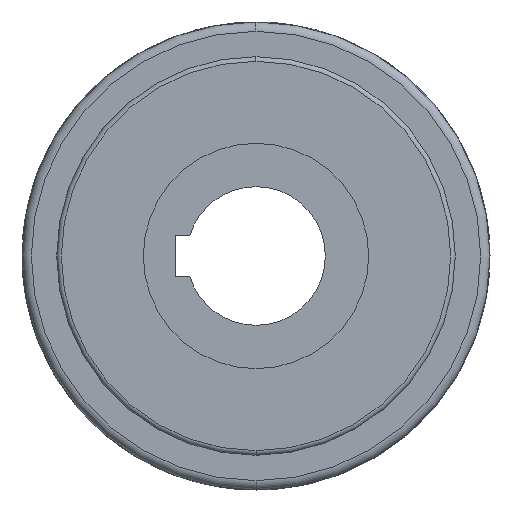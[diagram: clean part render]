
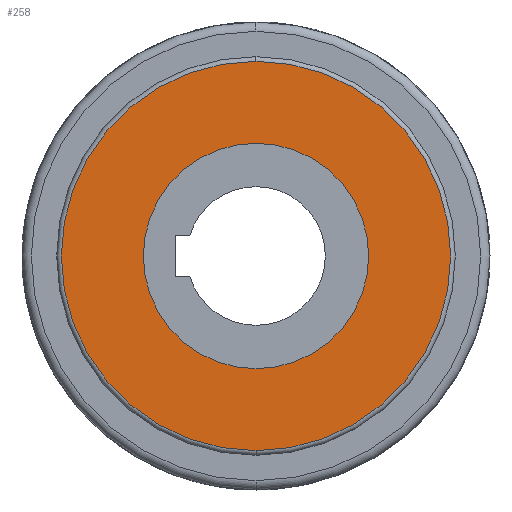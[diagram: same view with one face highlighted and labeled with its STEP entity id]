
A CAD part, left-side view. The second image highlights one B-rep face of the part: STEP entity #258.
In plain terms, the highlighted planar face has unit normal (-1, 0, 0).
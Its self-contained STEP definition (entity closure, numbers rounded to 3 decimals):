
#258=ADVANCED_FACE('',(#720,#721),#722,.T.);
#720=FACE_BOUND('',#1188,.T.);
#721=FACE_OUTER_BOUND('',#1189,.T.);
#722=PLANE('',#1190);
#1188=EDGE_LOOP('',(#2935,#2936));
#1189=EDGE_LOOP('',(#2937,#2938,#2939));
#1190=AXIS2_PLACEMENT_3D('',#2940,#2941,#2942);
#2935=ORIENTED_EDGE('',*,*,#3516,.T.);
#2936=ORIENTED_EDGE('',*,*,#3032,.T.);
#2937=ORIENTED_EDGE('',*,*,#2988,.F.);
#2938=ORIENTED_EDGE('',*,*,#2987,.F.);
#2939=ORIENTED_EDGE('',*,*,#3533,.F.);
#2940=CARTESIAN_POINT('',(0.0,28.075,0.0));
#2941=DIRECTION('',(-1.0,-0.0,0.0));
#2942=DIRECTION('',(0.0,-1.0,-0.0));
#2987=EDGE_CURVE('',#3559,#3562,#3563,.T.);
#2988=EDGE_CURVE('',#3562,#3564,#3565,.T.);
#3032=EDGE_CURVE('',#3644,#3648,#3650,.T.);
#3516=EDGE_CURVE('',#3648,#3644,#4453,.T.);
#3533=EDGE_CURVE('',#3564,#3559,#4474,.T.);
#3559=VERTEX_POINT('',#4502);
#3562=VERTEX_POINT('',#4505);
#3563=CIRCLE('',#4506,56.15);
#3564=VERTEX_POINT('',#4507);
#3565=CIRCLE('',#4508,56.15);
#3644=VERTEX_POINT('',#4738);
#3648=VERTEX_POINT('',#4743);
#3650=CIRCLE('',#4746,32.5);
#4453=CIRCLE('',#6349,32.5);
#4474=CIRCLE('',#6383,56.15);
#4502=CARTESIAN_POINT('',(0.0,0.,-56.15));
#4505=CARTESIAN_POINT('',(0.0,56.15,0.0));
#4506=AXIS2_PLACEMENT_3D('',#6419,#6420,#6421);
#4507=CARTESIAN_POINT('',(0.0,0.,56.15));
#4508=AXIS2_PLACEMENT_3D('',#6422,#6423,#6424);
#4738=CARTESIAN_POINT('',(0.0,0.,-32.5));
#4743=CARTESIAN_POINT('',(0.0,0.,32.5));
#4746=AXIS2_PLACEMENT_3D('',#6506,#6507,#6508);
#6349=AXIS2_PLACEMENT_3D('',#7375,#7376,#7377);
#6383=AXIS2_PLACEMENT_3D('',#7400,#7401,#7402);
#6419=CARTESIAN_POINT('',(0.0,0.0,0.0));
#6420=DIRECTION('',(1.0,0.0,0.0));
#6421=DIRECTION('',(0.0,1.0,0.0));
#6422=CARTESIAN_POINT('',(0.0,0.0,0.0));
#6423=DIRECTION('',(1.0,0.0,0.0));
#6424=DIRECTION('',(0.0,1.0,0.0));
#6506=CARTESIAN_POINT('',(0.0,0.0,0.0));
#6507=DIRECTION('',(1.0,-0.0,0.0));
#6508=DIRECTION('',(0.0,0.0,-1.0));
#7375=CARTESIAN_POINT('',(0.0,0.0,0.0));
#7376=DIRECTION('',(1.0,-0.0,0.0));
#7377=DIRECTION('',(0.0,0.0,-1.0));
#7400=CARTESIAN_POINT('',(0.0,0.0,0.0));
#7401=DIRECTION('',(1.0,0.0,0.0));
#7402=DIRECTION('',(0.0,1.0,0.0));
